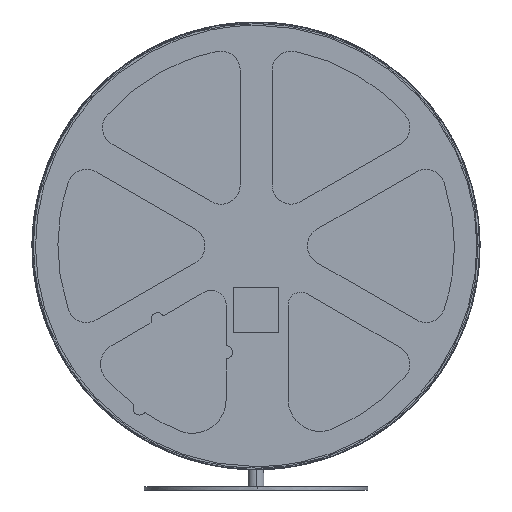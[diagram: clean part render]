
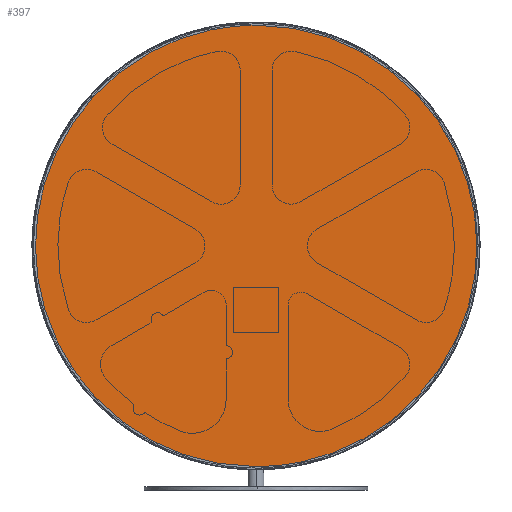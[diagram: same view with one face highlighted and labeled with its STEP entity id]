
A CAD part, front view. The second image highlights one B-rep face of the part: STEP entity #397.
In plain terms, the highlighted face is planar.
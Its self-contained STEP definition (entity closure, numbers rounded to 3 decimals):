
#397=ADVANCED_FACE('',(#722),#4699,.T.);
#722=FACE_OUTER_BOUND('',#1047,.T.);
#1047=EDGE_LOOP('',(#2494,#2495));
#2494=ORIENTED_EDGE('',*,*,#3305,.T.);
#2495=ORIENTED_EDGE('',*,*,#3304,.F.);
#3304=EDGE_CURVE('',#4583,#4580,#3673,.T.);
#3305=EDGE_CURVE('',#4583,#4580,#3674,.T.);
#3673=(
BOUNDED_CURVE()
B_SPLINE_CURVE(2,(#9811,#9812,#9813,#9814,#9815),.UNSPECIFIED.,.F.,.F.)
B_SPLINE_CURVE_WITH_KNOTS((3,2,3),(0.,695.,1390.),.UNSPECIFIED.)
CURVE()
GEOMETRIC_REPRESENTATION_ITEM()
RATIONAL_B_SPLINE_CURVE((1.,0.707,1.,0.707,1.))
REPRESENTATION_ITEM('')
);
#3674=(
BOUNDED_CURVE()
B_SPLINE_CURVE(2,(#9816,#9817,#9818,#9819,#9820),.UNSPECIFIED.,.F.,.F.)
B_SPLINE_CURVE_WITH_KNOTS((3,2,3),(-1390.,-695.,0.),.UNSPECIFIED.)
CURVE()
GEOMETRIC_REPRESENTATION_ITEM()
RATIONAL_B_SPLINE_CURVE((1.,0.707,1.,0.707,1.))
REPRESENTATION_ITEM('')
);
#4580=VERTEX_POINT('',#9798);
#4583=VERTEX_POINT('',#9801);
#4699=PLANE('',#5245);
#5245=AXIS2_PLACEMENT_3D('',#9795,#5526,$);
#5526=DIRECTION('',(1.,0.,0.));
#9795=CARTESIAN_POINT('',(1.2,-417.,-417.));
#9798=CARTESIAN_POINT('',(1.2,-347.5,0.));
#9801=CARTESIAN_POINT('',(1.2,347.5,0.));
#9811=CARTESIAN_POINT('',(1.2,347.5,0.));
#9812=CARTESIAN_POINT('',(1.2,347.5,-347.5));
#9813=CARTESIAN_POINT('',(1.2,0.,-347.5));
#9814=CARTESIAN_POINT('',(1.2,-347.5,-347.5));
#9815=CARTESIAN_POINT('',(1.2,-347.5,0.));
#9816=CARTESIAN_POINT('',(1.2,347.5,0.));
#9817=CARTESIAN_POINT('',(1.2,347.5,347.5));
#9818=CARTESIAN_POINT('',(1.2,0.,347.5));
#9819=CARTESIAN_POINT('',(1.2,-347.5,347.5));
#9820=CARTESIAN_POINT('',(1.2,-347.5,0.));
